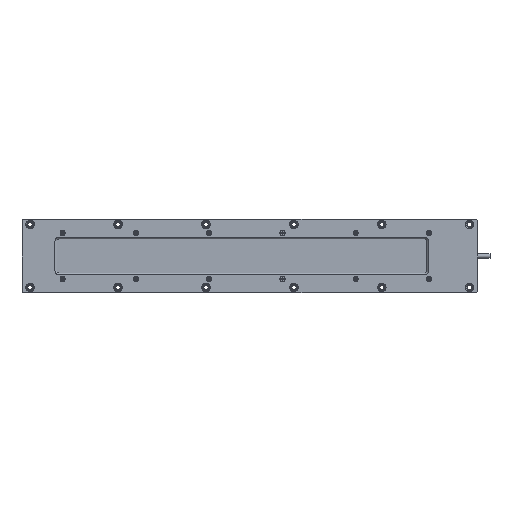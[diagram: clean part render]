
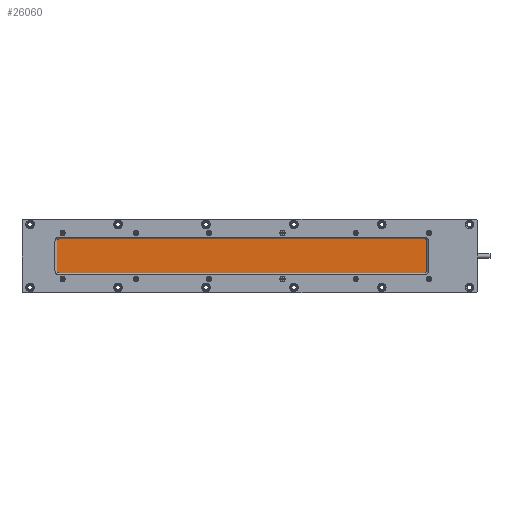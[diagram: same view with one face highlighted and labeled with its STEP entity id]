
A CAD part, top view. The second image highlights one B-rep face of the part: STEP entity #26060.
In plain terms, the highlighted planar face has unit normal (0, 0, 1).
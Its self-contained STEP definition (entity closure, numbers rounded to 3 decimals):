
#25299=CARTESIAN_POINT('',(505.0,64.,24.5));
#25300=VERTEX_POINT('',#25299);
#25309=CARTESIAN_POINT('',(25.0,64.,24.5));
#25310=VERTEX_POINT('',#25309);
#25318=CARTESIAN_POINT('',(25.0,64.,24.5));
#25319=DIRECTION('',(1.0,0.0,0.0));
#25320=VECTOR('',#25319,480.0);
#25321=LINE('',#25318,#25320);
#25322=EDGE_CURVE('',#25310,#25300,#25321,.T.);
#26030=CARTESIAN_POINT('',(1.0,-2.15,24.5));
#26031=DIRECTION('',(0.0,0.0,1.0));
#26032=DIRECTION('',(1.0,0.0,0.0));
#26033=AXIS2_PLACEMENT_3D('',#26030,#26031,#26032);
#26034=PLANE('',#26033);
#26035=CARTESIAN_POINT('',(505.0,1.,24.5));
#26036=VERTEX_POINT('',#26035);
#26037=CARTESIAN_POINT('',(505.0,64.,24.5));
#26038=DIRECTION('',(0.0,-1.0,0.0));
#26039=VECTOR('',#26038,63.);
#26040=LINE('',#26037,#26039);
#26041=EDGE_CURVE('',#25300,#26036,#26040,.T.);
#26042=ORIENTED_EDGE('',*,*,#26041,.F.);
#26043=ORIENTED_EDGE('',*,*,#25322,.F.);
#26044=CARTESIAN_POINT('',(25.0,1.,24.5));
#26045=VERTEX_POINT('',#26044);
#26046=CARTESIAN_POINT('',(25.0,1.,24.5));
#26047=DIRECTION('',(0.0,1.0,0.0));
#26048=VECTOR('',#26047,63.);
#26049=LINE('',#26046,#26048);
#26050=EDGE_CURVE('',#26045,#25310,#26049,.T.);
#26051=ORIENTED_EDGE('',*,*,#26050,.F.);
#26052=CARTESIAN_POINT('',(25.0,1.,24.5));
#26053=DIRECTION('',(1.0,0.0,0.0));
#26054=VECTOR('',#26053,480.0);
#26055=LINE('',#26052,#26054);
#26056=EDGE_CURVE('',#26045,#26036,#26055,.T.);
#26057=ORIENTED_EDGE('',*,*,#26056,.T.);
#26058=EDGE_LOOP('',(#26042,#26043,#26051,#26057));
#26059=FACE_OUTER_BOUND('',#26058,.T.);
#26060=ADVANCED_FACE('',(#26059),#26034,.T.);
